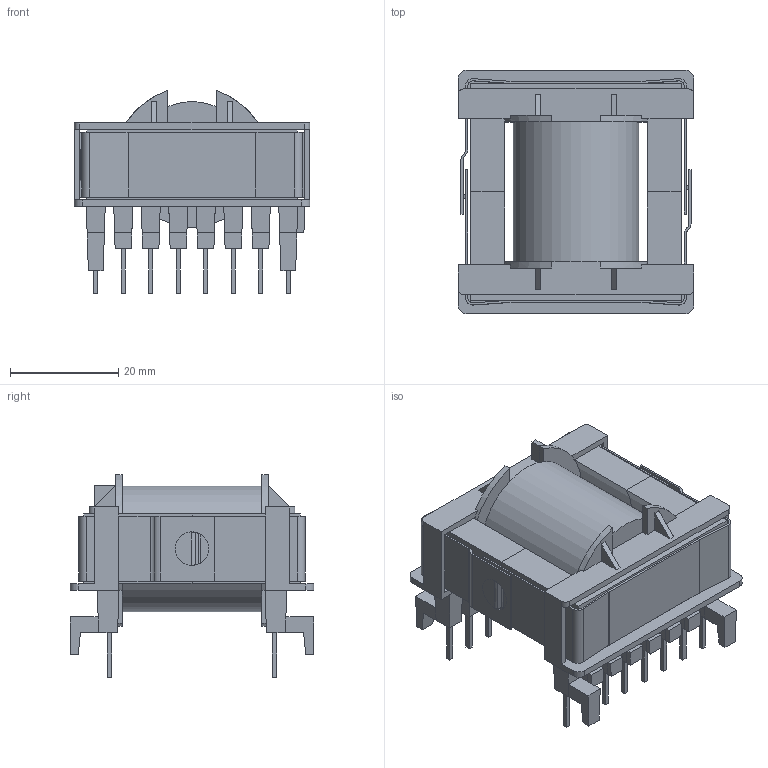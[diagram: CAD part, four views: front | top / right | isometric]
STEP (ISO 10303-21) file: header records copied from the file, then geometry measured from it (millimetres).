
FILE_DESCRIPTION( ( 'Unknown' ), '1' );
FILE_NAME( '749197301.stp', 'Unknown', ( 'Unknown' ), ( 'Unknown' ), 'XStep 1.0', 'Unknown', ' ' );
FILE_SCHEMA( ( 'automotive_design' ) );
Length unit declared in the file: millimetre
Products named in the file (4): Assem1; Bobbin_ETD 39; core_ETD 39; clip_ETD 39
Bounding box: 43.5 x 45 x 37.5 mm (x, y, z)
Volume: 45390.1 mm3; surface area: 36786.7 mm2
Topology: 8 solids, 8 shells, 876 faces, 2303 edges, 1463 vertices
Faces by surface type: plane 616, bspline 170, cylinder 90
Full cylindrical faces by diameter (mm): 6.2 x3, 12.8 x3, 13 x2, 23.27 x2
Entity records: 13697 total; most frequent: CARTESIAN_POINT 3913, ORIENTED_EDGE 2146, DIRECTION 1686, EDGE_CURVE 1073, LINE 820, VECTOR 820, VERTEX_POINT 684, EDGE_LOOP 437
